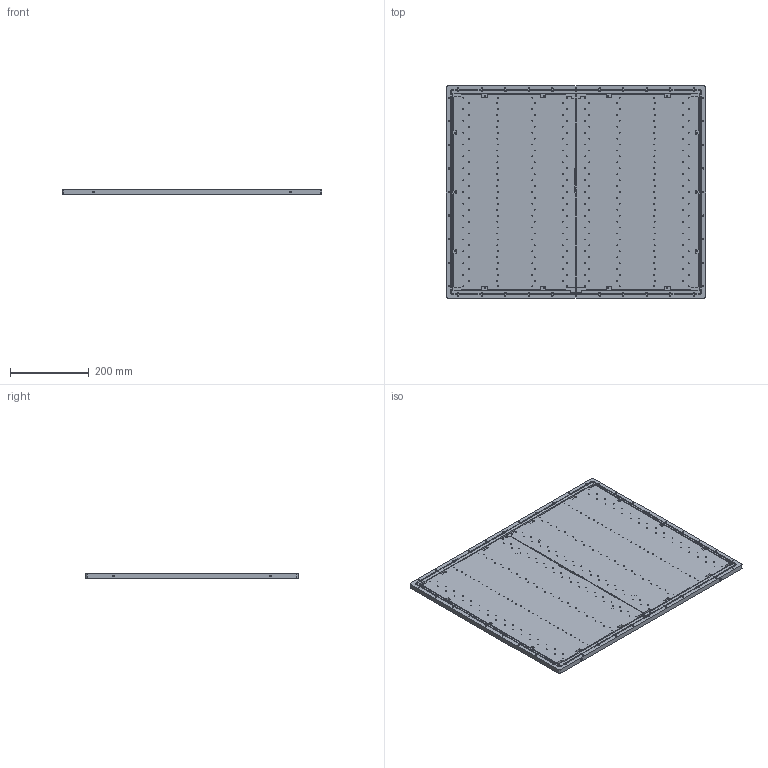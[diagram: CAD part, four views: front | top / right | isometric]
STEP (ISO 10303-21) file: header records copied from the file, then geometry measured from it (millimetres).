
FILE_DESCRIPTION(('FreeCAD Model'),'2;1');
FILE_NAME('Open CASCADE Shape Model','2024-01-10T10:48:55',(''),(''), 'Open CASCADE STEP processor 7.6','FreeCAD','Unknown');
FILE_SCHEMA(('AUTOMOTIVE_DESIGN { 1 0 10303 214 1 1 1 1 }'));
Length unit declared in the file: millimetre
Products named in the file (1): Semelle OK
Bounding box: 660 x 540 x 12 mm (x, y, z)
Volume: 4191841.8 mm3; surface area: 806373.6 mm2
Topology: 1 solids, 1 shells, 1373 faces, 3178 edges, 2116 vertices
Faces by surface type: cylinder 780, plane 593
Full cylindrical faces by diameter (mm): 2.1 x264, 2.5 x14, 3.3 x56, 5 x12
Entity records: 39866 total; most frequent: DIRECTION 7506, CARTESIAN_POINT 6668, ORIENTED_EDGE 6356, EDGE_CURVE 3178, AXIS2_PLACEMENT_3D 2954, VERTEX_POINT 2116, FACE_BOUND 1770, EDGE_LOOP 1770
